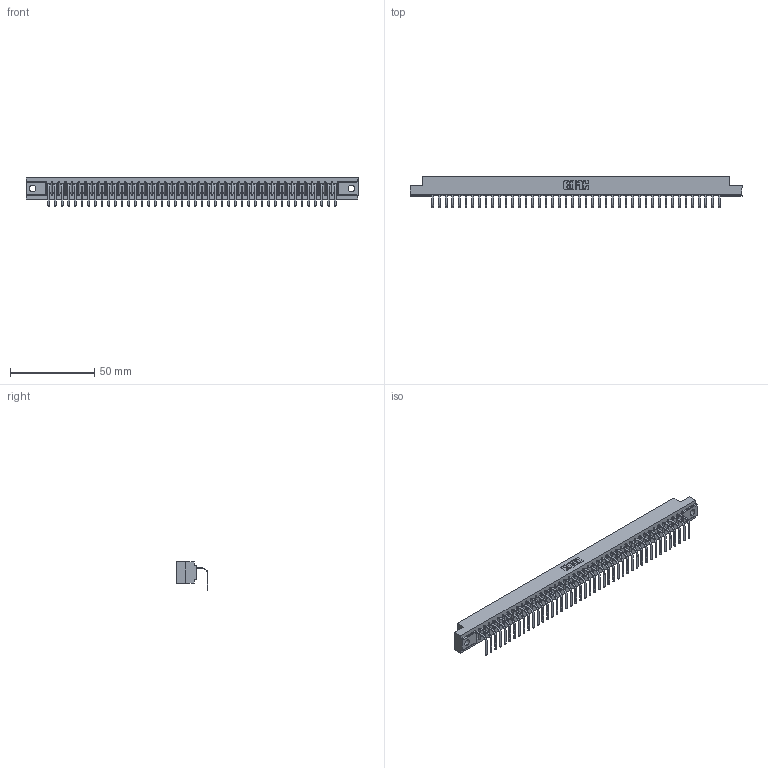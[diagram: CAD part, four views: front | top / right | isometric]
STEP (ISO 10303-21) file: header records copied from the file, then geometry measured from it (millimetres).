
FILE_DESCRIPTION (( 'STEP AP203' ), '1' );
FILE_NAME ('357-044-458-104.STEP', '2022-07-18T19:07:21', ( '' ), ( '' ), 'SwSTEP 2.0', 'SolidWorks 2020', '' );
FILE_SCHEMA (( 'CONFIG_CONTROL_DESIGN' ));
Length unit declared in the file: inch
Products named in the file (3): 357-044-458-104; 307 Part_.156 Dia Mounting Holes; 307-290-001_558 - 2 (Single)
Assembly tree (45 placements, depth 2):
  357-044-458-104
    307 Part_.156 Dia Mounting Holes
    307-290-001_558 - 2 (Single)  x44
Bounding box: 197.36 x 18.78 x 16.8 mm (x, y, z)
Volume: 20574.9 mm3; surface area: 22801 mm2
Topology: 45 solids, 45 shells, 2817 faces, 8015 edges, 5162 vertices
Faces by surface type: plane 1800, cylinder 927, sphere 90
Entity records: 37996 total; most frequent: CARTESIAN_POINT 6406, ORIENTED_EDGE 6390, DIRECTION 6221, EDGE_CURVE 3195, LINE 2459, VECTOR 2459, VERTEX_POINT 2066, AXIS2_PLACEMENT_3D 1881
